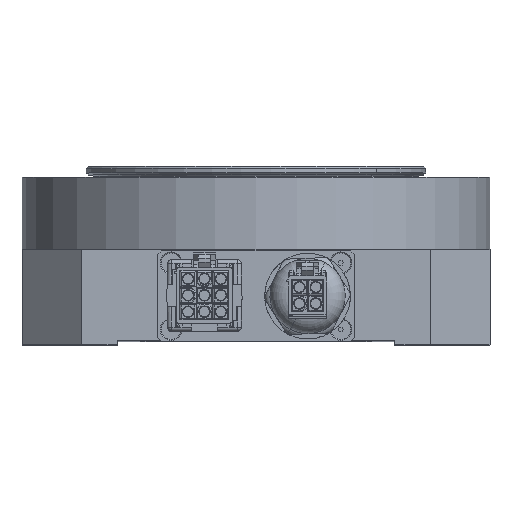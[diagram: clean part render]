
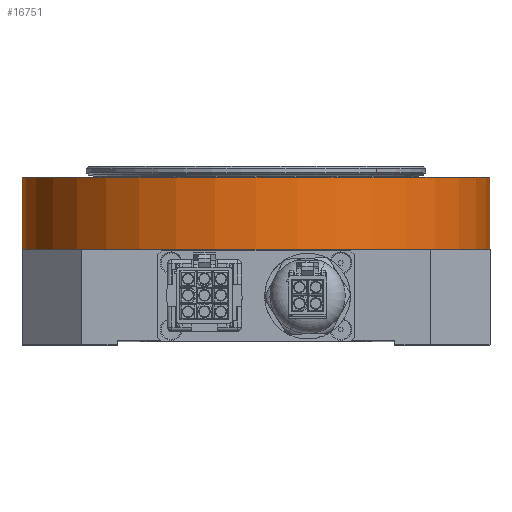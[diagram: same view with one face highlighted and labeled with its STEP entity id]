
A CAD part, top view. The second image highlights one B-rep face of the part: STEP entity #16751.
In plain terms, the highlighted cylindrical face has radius 59 mm (diameter 118 mm), a partial arc.
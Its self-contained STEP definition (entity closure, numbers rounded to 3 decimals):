
#1928 = LINE ( 'NONE', #24700, #12299 ) ;
#2484 = DIRECTION ( 'NONE',  ( -1., 0., 0. ) ) ;
#3702 = CARTESIAN_POINT ( 'NONE',  ( -59., 41.3, 0. ) ) ;
#5142 = DIRECTION ( 'NONE',  ( -1., 0., 0. ) ) ;
#5206 = CARTESIAN_POINT ( 'NONE',  ( 0., 23., 59. ) ) ;
#7787 = DIRECTION ( 'NONE',  ( 0., 1., 0. ) ) ;
#9643 = VERTEX_POINT ( 'NONE', #14857 ) ;
#12160 = CARTESIAN_POINT ( 'NONE',  ( 59., 23., 0. ) ) ;
#12299 = VECTOR ( 'NONE', #7787, 1000. ) ;
#12511 = DIRECTION ( 'NONE',  ( 0., 1., 0. ) ) ;
#14476 = ORIENTED_EDGE ( 'NONE', *, *, #26147, .T. ) ;
#14857 = CARTESIAN_POINT ( 'NONE',  ( -59., 23., 0. ) ) ;
#15730 = DIRECTION ( 'NONE',  ( 0., 1., 0. ) ) ;
#16127 = AXIS2_PLACEMENT_3D ( 'NONE', #35748, #15730, #25792 ) ;
#16751 = ADVANCED_FACE ( 'NONE', ( #30996 ), #33618, .T. ) ;
#17141 = VERTEX_POINT ( 'NONE', #5206 ) ;
#18795 = VERTEX_POINT ( 'NONE', #38273 ) ;
#19001 = CARTESIAN_POINT ( 'NONE',  ( 0., 23., 0. ) ) ;
#19042 = DIRECTION ( 'NONE',  ( 0., 1., 0. ) ) ;
#19908 = AXIS2_PLACEMENT_3D ( 'NONE', #29878, #23472, #26799 ) ;
#20671 = LINE ( 'NONE', #12160, #42607 ) ;
#20804 = EDGE_CURVE ( 'NONE', #17141, #18795, #33365, .T. ) ;
#20935 = ORIENTED_EDGE ( 'NONE', *, *, #29049, .F. ) ;
#21386 = EDGE_CURVE ( 'NONE', #9643, #17141, #31165, .T. ) ;
#22085 = CARTESIAN_POINT ( 'NONE',  ( 59., 41.3, 0. ) ) ;
#22283 = EDGE_CURVE ( 'NONE', #9643, #36837, #1928, .T. ) ;
#23472 = DIRECTION ( 'NONE',  ( 0., 1., 0. ) ) ;
#24700 = CARTESIAN_POINT ( 'NONE',  ( -59., 23., 0. ) ) ;
#25340 = CARTESIAN_POINT ( 'NONE',  ( 0., 23., 0. ) ) ;
#25792 = DIRECTION ( 'NONE',  ( -1., 0., 0. ) ) ;
#26147 = EDGE_CURVE ( 'NONE', #18795, #31575, #20671, .T. ) ;
#26799 = DIRECTION ( 'NONE',  ( -1., 0., 0. ) ) ;
#28710 = EDGE_LOOP ( 'NONE', ( #37504, #14476, #20935, #41185, #42074 ) ) ;
#29049 = EDGE_CURVE ( 'NONE', #36837, #31575, #36141, .T. ) ;
#29878 = CARTESIAN_POINT ( 'NONE',  ( 0., 23., 0. ) ) ;
#30996 = FACE_OUTER_BOUND ( 'NONE', #28710, .T. ) ;
#31165 = CIRCLE ( 'NONE', #39313, 59. ) ;
#31575 = VERTEX_POINT ( 'NONE', #22085 ) ;
#33365 = CIRCLE ( 'NONE', #33438, 59. ) ;
#33438 = AXIS2_PLACEMENT_3D ( 'NONE', #19001, #41743, #5142 ) ;
#33618 = CYLINDRICAL_SURFACE ( 'NONE', #19908, 59. ) ;
#35748 = CARTESIAN_POINT ( 'NONE',  ( 0., 41.3, 0. ) ) ;
#36141 = CIRCLE ( 'NONE', #16127, 59. ) ;
#36837 = VERTEX_POINT ( 'NONE', #3702 ) ;
#37504 = ORIENTED_EDGE ( 'NONE', *, *, #20804, .T. ) ;
#38273 = CARTESIAN_POINT ( 'NONE',  ( 59., 23., 0. ) ) ;
#39313 = AXIS2_PLACEMENT_3D ( 'NONE', #25340, #12511, #2484 ) ;
#41185 = ORIENTED_EDGE ( 'NONE', *, *, #22283, .F. ) ;
#41743 = DIRECTION ( 'NONE',  ( 0., 1., 0. ) ) ;
#42074 = ORIENTED_EDGE ( 'NONE', *, *, #21386, .T. ) ;
#42607 = VECTOR ( 'NONE', #19042, 1000. ) ;
